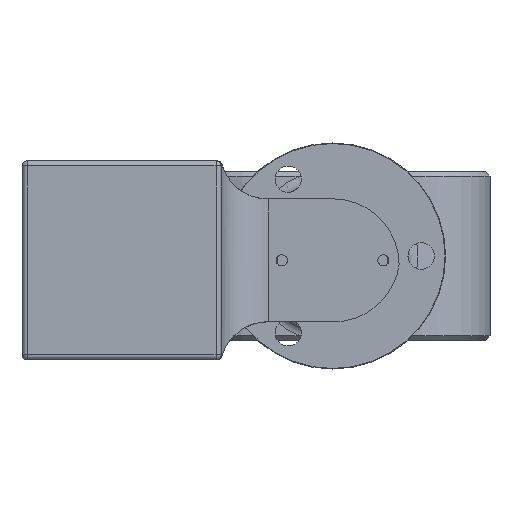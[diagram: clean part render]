
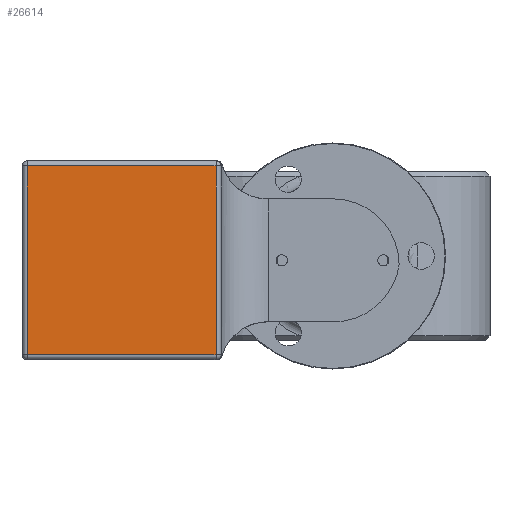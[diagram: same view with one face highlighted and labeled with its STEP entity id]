
A CAD part, front view. The second image highlights one B-rep face of the part: STEP entity #26614.
In plain terms, the highlighted planar face has unit normal (0, -1, 0).
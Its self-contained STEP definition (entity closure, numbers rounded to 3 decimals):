
#1016=PLANE('',#28421);
#1954=LINE('',#38177,#4495);
#1958=LINE('',#38186,#4499);
#1963=LINE('',#38210,#4504);
#1964=LINE('',#38212,#4505);
#4495=VECTOR('',#30648,10.);
#4499=VECTOR('',#30658,10.);
#4504=VECTOR('',#30675,10.);
#4505=VECTOR('',#30678,10.);
#7315=FACE_OUTER_BOUND('',#8666,.T.);
#8666=EDGE_LOOP('',(#18679,#18680,#18681,#18682));
#11615=VERTEX_POINT('',#38098);
#11620=VERTEX_POINT('',#38122);
#11627=VERTEX_POINT('',#38144);
#11633=VERTEX_POINT('',#38170);
#14535=EDGE_CURVE('',#11633,#11620,#1954,.T.);
#14540=EDGE_CURVE('',#11627,#11633,#1958,.T.);
#14549=EDGE_CURVE('',#11615,#11627,#1963,.T.);
#14550=EDGE_CURVE('',#11620,#11615,#1964,.T.);
#18679=ORIENTED_EDGE('',*,*,#14535,.F.);
#18680=ORIENTED_EDGE('',*,*,#14540,.F.);
#18681=ORIENTED_EDGE('',*,*,#14549,.F.);
#18682=ORIENTED_EDGE('',*,*,#14550,.F.);
#26614=ADVANCED_FACE('',(#7315),#1016,.T.);
#28421=AXIS2_PLACEMENT_3D('',#38295,#30717,#30718);
#30648=DIRECTION('',(-1.,0.,0.));
#30658=DIRECTION('',(0.,0.,-1.));
#30675=DIRECTION('',(1.,0.,0.));
#30678=DIRECTION('',(0.,0.,1.));
#30717=DIRECTION('center_axis',(0.,-1.,0.));
#30718=DIRECTION('ref_axis',(1.,0.,0.));
#38098=CARTESIAN_POINT('',(1.,0.,38.2));
#38122=CARTESIAN_POINT('',(1.,0.,1.));
#38144=CARTESIAN_POINT('',(38.2,0.,38.2));
#38170=CARTESIAN_POINT('',(38.2,0.,1.));
#38177=CARTESIAN_POINT('',(9.8,0.,1.));
#38186=CARTESIAN_POINT('',(38.2,0.,0.));
#38210=CARTESIAN_POINT('',(9.8,0.,38.2));
#38212=CARTESIAN_POINT('',(1.,0.,0.));
#38295=CARTESIAN_POINT('Origin',(0.,0.,0.));
